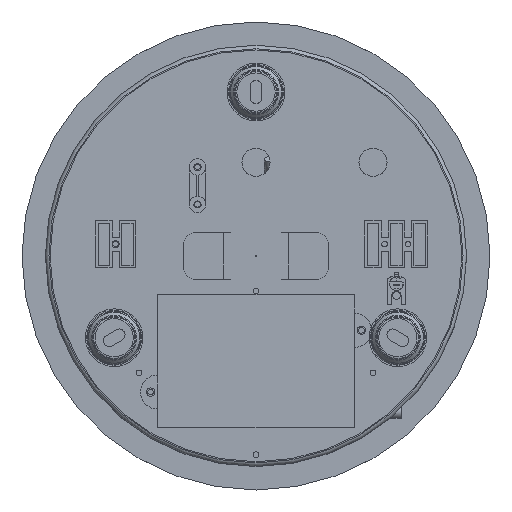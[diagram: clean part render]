
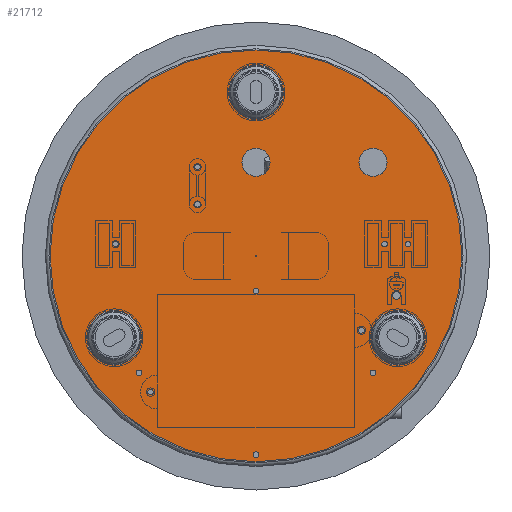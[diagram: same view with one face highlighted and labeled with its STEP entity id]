
A CAD part, top view. The second image highlights one B-rep face of the part: STEP entity #21712.
In plain terms, the highlighted face is planar.
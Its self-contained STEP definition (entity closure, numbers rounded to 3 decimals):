
#549=FACE_BOUND('',#3622,.T.);
#550=FACE_BOUND('',#3623,.T.);
#551=FACE_BOUND('',#3624,.T.);
#552=FACE_BOUND('',#3625,.T.);
#553=FACE_BOUND('',#3626,.T.);
#554=FACE_BOUND('',#3627,.T.);
#555=FACE_BOUND('',#3628,.T.);
#556=FACE_BOUND('',#3629,.T.);
#557=FACE_BOUND('',#3630,.T.);
#558=FACE_BOUND('',#3631,.T.);
#559=FACE_BOUND('',#3632,.T.);
#560=FACE_BOUND('',#3633,.T.);
#561=FACE_BOUND('',#3634,.T.);
#562=FACE_BOUND('',#3635,.T.);
#563=FACE_BOUND('',#3636,.T.);
#564=FACE_BOUND('',#3637,.T.);
#565=FACE_BOUND('',#3638,.T.);
#1005=PLANE('',#24091);
#2340=FACE_OUTER_BOUND('',#3621,.T.);
#3621=EDGE_LOOP('',(#18072,#18073));
#3622=EDGE_LOOP('',(#18074));
#3623=EDGE_LOOP('',(#18075));
#3624=EDGE_LOOP('',(#18076));
#3625=EDGE_LOOP('',(#18077));
#3626=EDGE_LOOP('',(#18078));
#3627=EDGE_LOOP('',(#18079));
#3628=EDGE_LOOP('',(#18080));
#3629=EDGE_LOOP('',(#18081));
#3630=EDGE_LOOP('',(#18082));
#3631=EDGE_LOOP('',(#18083));
#3632=EDGE_LOOP('',(#18084));
#3633=EDGE_LOOP('',(#18085));
#3634=EDGE_LOOP('',(#18086));
#3635=EDGE_LOOP('',(#18087));
#3636=EDGE_LOOP('',(#18088,#18089));
#3637=EDGE_LOOP('',(#18090,#18091));
#3638=EDGE_LOOP('',(#18092,#18093));
#8848=CIRCLE('',#23962,1.23);
#8851=CIRCLE('',#23966,1.23);
#8855=CIRCLE('',#23971,88.);
#8856=CIRCLE('',#23972,88.);
#8870=CIRCLE('',#23991,1.23);
#8873=CIRCLE('',#23995,1.23);
#8876=CIRCLE('',#23999,1.23);
#8879=CIRCLE('',#24003,1.23);
#8882=CIRCLE('',#24007,1.23);
#8885=CIRCLE('',#24011,1.23);
#8888=CIRCLE('',#24015,1.23);
#8891=CIRCLE('',#24019,1.23);
#8894=CIRCLE('',#24023,1.23);
#8897=CIRCLE('',#24027,1.621);
#8899=CIRCLE('',#24030,6.);
#8901=CIRCLE('',#24033,6.);
#8945=CIRCLE('',#24089,11.707);
#8946=CIRCLE('',#24090,11.707);
#8947=CIRCLE('',#24092,11.707);
#8948=CIRCLE('',#24093,11.707);
#8949=CIRCLE('',#24094,11.707);
#8950=CIRCLE('',#24095,11.707);
#10382=VERTEX_POINT('',#36515);
#10385=VERTEX_POINT('',#36523);
#10389=VERTEX_POINT('',#36532);
#10390=VERTEX_POINT('',#36534);
#10402=VERTEX_POINT('',#36568);
#10405=VERTEX_POINT('',#36576);
#10408=VERTEX_POINT('',#36584);
#10411=VERTEX_POINT('',#36592);
#10414=VERTEX_POINT('',#36600);
#10417=VERTEX_POINT('',#36608);
#10420=VERTEX_POINT('',#36616);
#10423=VERTEX_POINT('',#36624);
#10426=VERTEX_POINT('',#36632);
#10429=VERTEX_POINT('',#36640);
#10431=VERTEX_POINT('',#36646);
#10433=VERTEX_POINT('',#36652);
#10476=VERTEX_POINT('',#36759);
#10477=VERTEX_POINT('',#36761);
#10478=VERTEX_POINT('',#36765);
#10479=VERTEX_POINT('',#36766);
#10480=VERTEX_POINT('',#36769);
#10481=VERTEX_POINT('',#36770);
#13025=EDGE_CURVE('',#10382,#10382,#8848,.T.);
#13029=EDGE_CURVE('',#10385,#10385,#8851,.T.);
#13033=EDGE_CURVE('',#10390,#10389,#8855,.T.);
#13034=EDGE_CURVE('',#10389,#10390,#8856,.T.);
#13051=EDGE_CURVE('',#10402,#10402,#8870,.T.);
#13055=EDGE_CURVE('',#10405,#10405,#8873,.T.);
#13059=EDGE_CURVE('',#10408,#10408,#8876,.T.);
#13063=EDGE_CURVE('',#10411,#10411,#8879,.T.);
#13067=EDGE_CURVE('',#10414,#10414,#8882,.T.);
#13071=EDGE_CURVE('',#10417,#10417,#8885,.T.);
#13075=EDGE_CURVE('',#10420,#10420,#8888,.T.);
#13079=EDGE_CURVE('',#10423,#10423,#8891,.T.);
#13083=EDGE_CURVE('',#10426,#10426,#8894,.T.);
#13087=EDGE_CURVE('',#10429,#10429,#8897,.T.);
#13090=EDGE_CURVE('',#10431,#10431,#8899,.T.);
#13093=EDGE_CURVE('',#10433,#10433,#8901,.T.);
#13145=EDGE_CURVE('',#10476,#10477,#8945,.T.);
#13146=EDGE_CURVE('',#10477,#10476,#8946,.T.);
#13147=EDGE_CURVE('',#10478,#10479,#8947,.T.);
#13148=EDGE_CURVE('',#10479,#10478,#8948,.T.);
#13149=EDGE_CURVE('',#10480,#10481,#8949,.T.);
#13150=EDGE_CURVE('',#10481,#10480,#8950,.T.);
#18072=ORIENTED_EDGE('',*,*,#13033,.T.);
#18073=ORIENTED_EDGE('',*,*,#13034,.T.);
#18074=ORIENTED_EDGE('',*,*,#13025,.T.);
#18075=ORIENTED_EDGE('',*,*,#13029,.T.);
#18076=ORIENTED_EDGE('',*,*,#13051,.T.);
#18077=ORIENTED_EDGE('',*,*,#13055,.T.);
#18078=ORIENTED_EDGE('',*,*,#13059,.T.);
#18079=ORIENTED_EDGE('',*,*,#13063,.T.);
#18080=ORIENTED_EDGE('',*,*,#13067,.T.);
#18081=ORIENTED_EDGE('',*,*,#13071,.T.);
#18082=ORIENTED_EDGE('',*,*,#13075,.T.);
#18083=ORIENTED_EDGE('',*,*,#13079,.T.);
#18084=ORIENTED_EDGE('',*,*,#13083,.T.);
#18085=ORIENTED_EDGE('',*,*,#13087,.T.);
#18086=ORIENTED_EDGE('',*,*,#13090,.T.);
#18087=ORIENTED_EDGE('',*,*,#13093,.T.);
#18088=ORIENTED_EDGE('',*,*,#13147,.F.);
#18089=ORIENTED_EDGE('',*,*,#13148,.F.);
#18090=ORIENTED_EDGE('',*,*,#13149,.F.);
#18091=ORIENTED_EDGE('',*,*,#13150,.F.);
#18092=ORIENTED_EDGE('',*,*,#13146,.F.);
#18093=ORIENTED_EDGE('',*,*,#13145,.F.);
#21712=ADVANCED_FACE('',(#2340,#549,#550,#551,#552,#553,#554,#555,#556,
#557,#558,#559,#560,#561,#562,#563,#564,#565),#1005,.F.);
#23962=AXIS2_PLACEMENT_3D('',#36517,#28244,#28245);
#23966=AXIS2_PLACEMENT_3D('',#36525,#28253,#28254);
#23971=AXIS2_PLACEMENT_3D('',#36535,#28263,#28264);
#23972=AXIS2_PLACEMENT_3D('',#36536,#28265,#28266);
#23991=AXIS2_PLACEMENT_3D('',#36570,#28306,#28307);
#23995=AXIS2_PLACEMENT_3D('',#36578,#28315,#28316);
#23999=AXIS2_PLACEMENT_3D('',#36586,#28324,#28325);
#24003=AXIS2_PLACEMENT_3D('',#36594,#28333,#28334);
#24007=AXIS2_PLACEMENT_3D('',#36602,#28342,#28343);
#24011=AXIS2_PLACEMENT_3D('',#36610,#28351,#28352);
#24015=AXIS2_PLACEMENT_3D('',#36618,#28360,#28361);
#24019=AXIS2_PLACEMENT_3D('',#36626,#28369,#28370);
#24023=AXIS2_PLACEMENT_3D('',#36634,#28378,#28379);
#24027=AXIS2_PLACEMENT_3D('',#36642,#28387,#28388);
#24030=AXIS2_PLACEMENT_3D('',#36648,#28394,#28395);
#24033=AXIS2_PLACEMENT_3D('',#36654,#28401,#28402);
#24089=AXIS2_PLACEMENT_3D('',#36762,#28521,#28522);
#24090=AXIS2_PLACEMENT_3D('',#36763,#28523,#28524);
#24091=AXIS2_PLACEMENT_3D('',#36764,#28525,#28526);
#24092=AXIS2_PLACEMENT_3D('',#36767,#28527,#28528);
#24093=AXIS2_PLACEMENT_3D('',#36768,#28529,#28530);
#24094=AXIS2_PLACEMENT_3D('',#36771,#28531,#28532);
#24095=AXIS2_PLACEMENT_3D('',#36772,#28533,#28534);
#28244=DIRECTION('center_axis',(0.,0.,1.));
#28245=DIRECTION('ref_axis',(1.,0.,0.));
#28253=DIRECTION('center_axis',(0.,0.,1.));
#28254=DIRECTION('ref_axis',(1.,0.,0.));
#28263=DIRECTION('center_axis',(0.,0.,-1.));
#28264=DIRECTION('ref_axis',(-1.,0.,0.));
#28265=DIRECTION('center_axis',(0.,0.,-1.));
#28266=DIRECTION('ref_axis',(-1.,0.,0.));
#28306=DIRECTION('center_axis',(0.,0.,1.));
#28307=DIRECTION('ref_axis',(1.,0.,0.));
#28315=DIRECTION('center_axis',(0.,0.,1.));
#28316=DIRECTION('ref_axis',(1.,0.,0.));
#28324=DIRECTION('center_axis',(0.,0.,1.));
#28325=DIRECTION('ref_axis',(1.,0.,0.));
#28333=DIRECTION('center_axis',(0.,0.,1.));
#28334=DIRECTION('ref_axis',(1.,0.,0.));
#28342=DIRECTION('center_axis',(0.,0.,1.));
#28343=DIRECTION('ref_axis',(1.,0.,0.));
#28351=DIRECTION('center_axis',(0.,0.,1.));
#28352=DIRECTION('ref_axis',(1.,0.,0.));
#28360=DIRECTION('center_axis',(0.,0.,1.));
#28361=DIRECTION('ref_axis',(1.,0.,0.));
#28369=DIRECTION('center_axis',(0.,0.,1.));
#28370=DIRECTION('ref_axis',(1.,0.,0.));
#28378=DIRECTION('center_axis',(0.,0.,1.));
#28379=DIRECTION('ref_axis',(1.,0.,0.));
#28387=DIRECTION('center_axis',(0.,0.,1.));
#28388=DIRECTION('ref_axis',(1.,0.,0.));
#28394=DIRECTION('center_axis',(0.,0.,1.));
#28395=DIRECTION('ref_axis',(-1.,0.,0.));
#28401=DIRECTION('center_axis',(0.,0.,1.));
#28402=DIRECTION('ref_axis',(-1.,0.,0.));
#28521=DIRECTION('center_axis',(0.,0.,-1.));
#28522=DIRECTION('ref_axis',(0.5,0.866,0.));
#28523=DIRECTION('center_axis',(0.,0.,-1.));
#28524=DIRECTION('ref_axis',(0.5,0.866,0.));
#28525=DIRECTION('center_axis',(0.,0.,1.));
#28526=DIRECTION('ref_axis',(1.,0.,0.));
#28527=DIRECTION('center_axis',(0.,0.,-1.));
#28528=DIRECTION('ref_axis',(0.5,-0.866,0.));
#28529=DIRECTION('center_axis',(0.,0.,-1.));
#28530=DIRECTION('ref_axis',(0.5,-0.866,0.));
#28531=DIRECTION('center_axis',(0.,0.,-1.));
#28532=DIRECTION('ref_axis',(-1.,0.,0.));
#28533=DIRECTION('center_axis',(0.,0.,-1.));
#28534=DIRECTION('ref_axis',(-1.,0.,0.));
#36515=CARTESIAN_POINT('',(-51.23,-50.,0.));
#36517=CARTESIAN_POINT('Origin',(-50.,-50.,0.));
#36523=CARTESIAN_POINT('',(48.771,-50.,0.));
#36525=CARTESIAN_POINT('Origin',(50.,-50.,0.));
#36532=CARTESIAN_POINT('',(-88.,0.,0.));
#36534=CARTESIAN_POINT('',(0.,-88.,0.));
#36535=CARTESIAN_POINT('Origin',(0.,0.,0.));
#36536=CARTESIAN_POINT('Origin',(0.,0.,0.));
#36568=CARTESIAN_POINT('',(23.771,38.,0.));
#36570=CARTESIAN_POINT('Origin',(25.,38.,0.));
#36576=CARTESIAN_POINT('',(23.771,22.,0.));
#36578=CARTESIAN_POINT('Origin',(25.,22.,0.));
#36584=CARTESIAN_POINT('',(58.771,5.,0.));
#36586=CARTESIAN_POINT('Origin',(60.,5.,0.));
#36592=CARTESIAN_POINT('',(43.771,-58.2,0.));
#36594=CARTESIAN_POINT('Origin',(45.,-58.2,0.));
#36600=CARTESIAN_POINT('',(-1.23,-15.,0.));
#36602=CARTESIAN_POINT('Origin',(0.,-15.,0.));
#36608=CARTESIAN_POINT('',(-1.23,-85.,0.));
#36610=CARTESIAN_POINT('Origin',(0.,-85.,0.));
#36616=CARTESIAN_POINT('',(-46.23,-31.8,0.));
#36618=CARTESIAN_POINT('Origin',(-45.,-31.8,0.));
#36624=CARTESIAN_POINT('',(-56.23,5.,0.));
#36626=CARTESIAN_POINT('Origin',(-55.,5.,0.));
#36632=CARTESIAN_POINT('',(-66.23,5.,0.));
#36634=CARTESIAN_POINT('Origin',(-65.,5.,0.));
#36640=CARTESIAN_POINT('',(-61.621,-17.,0.));
#36642=CARTESIAN_POINT('Origin',(-60.,-17.,0.));
#36646=CARTESIAN_POINT('',(6.,40.,0.));
#36648=CARTESIAN_POINT('Origin',(0.,40.,0.));
#36652=CARTESIAN_POINT('',(-44.,40.,0.));
#36654=CARTESIAN_POINT('Origin',(-50.,40.,0.));
#36759=CARTESIAN_POINT('',(48.915,-35.,0.));
#36761=CARTESIAN_POINT('',(54.768,-45.139,0.));
#36762=CARTESIAN_POINT('Origin',(60.622,-35.,0.));
#36763=CARTESIAN_POINT('Origin',(60.622,-35.,0.));
#36764=CARTESIAN_POINT('Origin',(0.,0.,
0.));
#36765=CARTESIAN_POINT('',(-66.475,-24.861,0.));
#36766=CARTESIAN_POINT('',(-72.329,-35.,0.));
#36767=CARTESIAN_POINT('Origin',(-60.622,-35.,0.));
#36768=CARTESIAN_POINT('Origin',(-60.622,-35.,0.));
#36769=CARTESIAN_POINT('',(11.707,70.,0.));
#36770=CARTESIAN_POINT('',(-11.707,70.,0.));
#36771=CARTESIAN_POINT('Origin',(0.,70.,0.));
#36772=CARTESIAN_POINT('Origin',(0.,70.,0.));
